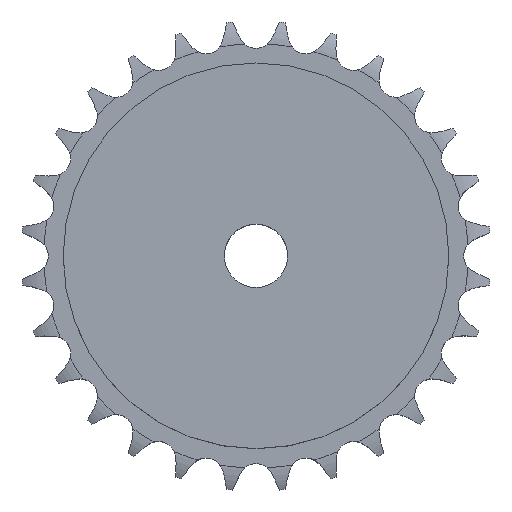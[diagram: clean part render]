
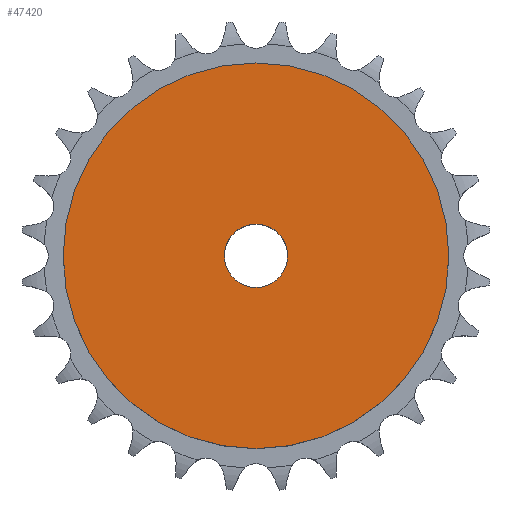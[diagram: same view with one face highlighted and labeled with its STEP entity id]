
A CAD part, top view. The second image highlights one B-rep face of the part: STEP entity #47420.
In plain terms, the highlighted planar face has unit normal (0, 0, 1).
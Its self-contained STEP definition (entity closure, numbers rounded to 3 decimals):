
#25193 = CYLINDRICAL_SURFACE('',#25194,6.);
#25194 = AXIS2_PLACEMENT_3D('',#25195,#25196,#25197);
#25195 = CARTESIAN_POINT('',(0.,0.,138.368));
#25196 = DIRECTION('',(0.,0.,1.));
#25197 = DIRECTION('',(1.,0.,0.));
#32437 = EDGE_CURVE('',#32438,#32438,#32440,.T.);
#32438 = VERTEX_POINT('',#32439);
#32439 = CARTESIAN_POINT('',(6.,0.,30.));
#32440 = SURFACE_CURVE('',#32441,(#32446,#32453),.PCURVE_S1.);
#32441 = CIRCLE('',#32442,6.);
#32442 = AXIS2_PLACEMENT_3D('',#32443,#32444,#32445);
#32443 = CARTESIAN_POINT('',(0.,0.,30.));
#32444 = DIRECTION('',(0.,0.,1.));
#32445 = DIRECTION('',(1.,0.,0.));
#32446 = PCURVE('',#25193,#32447);
#32447 = DEFINITIONAL_REPRESENTATION('',(#32448),#32452);
#32448 = LINE('',#32449,#32450);
#32449 = CARTESIAN_POINT('',(0.,-108.368));
#32450 = VECTOR('',#32451,1.);
#32451 = DIRECTION('',(1.,0.));
#32452 = ( GEOMETRIC_REPRESENTATION_CONTEXT(2) 
PARAMETRIC_REPRESENTATION_CONTEXT() REPRESENTATION_CONTEXT('2D SPACE',''
  ) );
#32453 = PCURVE('',#32454,#32459);
#32454 = PLANE('',#32455);
#32455 = AXIS2_PLACEMENT_3D('',#32456,#32457,#32458);
#32456 = CARTESIAN_POINT('',(0.,0.,30.)
  );
#32457 = DIRECTION('',(0.,0.,1.));
#32458 = DIRECTION('',(1.,0.,0.));
#32459 = DEFINITIONAL_REPRESENTATION('',(#32460),#32464);
#32460 = CIRCLE('',#32461,6.);
#32461 = AXIS2_PLACEMENT_2D('',#32462,#32463);
#32462 = CARTESIAN_POINT('',(0.,0.));
#32463 = DIRECTION('',(1.,0.));
#32464 = ( GEOMETRIC_REPRESENTATION_CONTEXT(2) 
PARAMETRIC_REPRESENTATION_CONTEXT() REPRESENTATION_CONTEXT('2D SPACE',''
  ) );
#47420 = ADVANCED_FACE('',(#47421,#47452),#32454,.T.);
#47421 = FACE_BOUND('',#47422,.T.);
#47422 = EDGE_LOOP('',(#47423));
#47423 = ORIENTED_EDGE('',*,*,#47424,.T.);
#47424 = EDGE_CURVE('',#47425,#47425,#47427,.T.);
#47425 = VERTEX_POINT('',#47426);
#47426 = CARTESIAN_POINT('',(36.5,0.,30.));
#47427 = SURFACE_CURVE('',#47428,(#47433,#47440),.PCURVE_S1.);
#47428 = CIRCLE('',#47429,36.5);
#47429 = AXIS2_PLACEMENT_3D('',#47430,#47431,#47432);
#47430 = CARTESIAN_POINT('',(0.,0.,30.));
#47431 = DIRECTION('',(0.,0.,1.));
#47432 = DIRECTION('',(1.,0.,0.));
#47433 = PCURVE('',#32454,#47434);
#47434 = DEFINITIONAL_REPRESENTATION('',(#47435),#47439);
#47435 = CIRCLE('',#47436,36.5);
#47436 = AXIS2_PLACEMENT_2D('',#47437,#47438);
#47437 = CARTESIAN_POINT('',(0.,0.));
#47438 = DIRECTION('',(1.,0.));
#47439 = ( GEOMETRIC_REPRESENTATION_CONTEXT(2) 
PARAMETRIC_REPRESENTATION_CONTEXT() REPRESENTATION_CONTEXT('2D SPACE',''
  ) );
#47440 = PCURVE('',#47441,#47446);
#47441 = CYLINDRICAL_SURFACE('',#47442,36.5);
#47442 = AXIS2_PLACEMENT_3D('',#47443,#47444,#47445);
#47443 = CARTESIAN_POINT('',(0.,0.,0.));
#47444 = DIRECTION('',(-0.,-0.,-1.));
#47445 = DIRECTION('',(1.,0.,0.));
#47446 = DEFINITIONAL_REPRESENTATION('',(#47447),#47451);
#47447 = LINE('',#47448,#47449);
#47448 = CARTESIAN_POINT('',(-0.,-30.));
#47449 = VECTOR('',#47450,1.);
#47450 = DIRECTION('',(-1.,0.));
#47451 = ( GEOMETRIC_REPRESENTATION_CONTEXT(2) 
PARAMETRIC_REPRESENTATION_CONTEXT() REPRESENTATION_CONTEXT('2D SPACE',''
  ) );
#47452 = FACE_BOUND('',#47453,.T.);
#47453 = EDGE_LOOP('',(#47454));
#47454 = ORIENTED_EDGE('',*,*,#32437,.F.);
